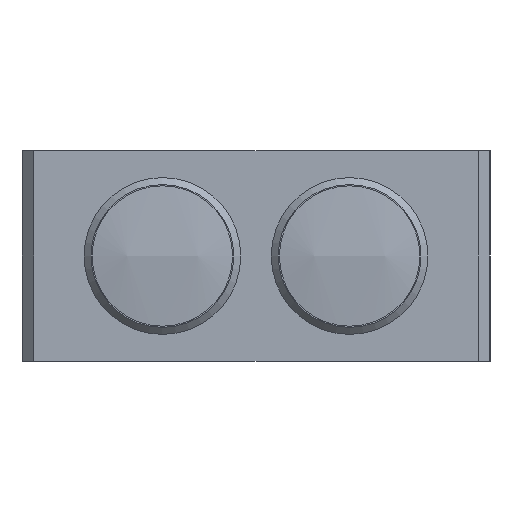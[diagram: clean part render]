
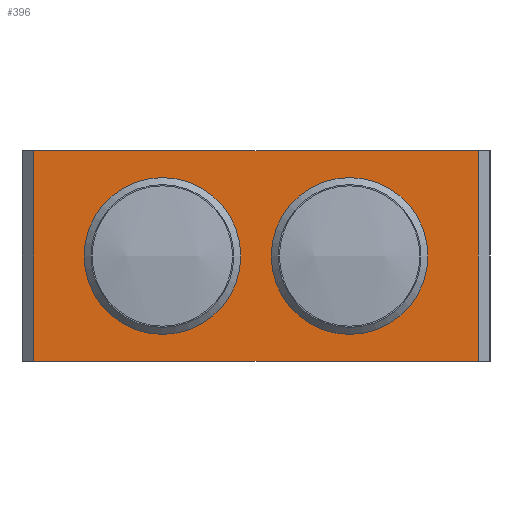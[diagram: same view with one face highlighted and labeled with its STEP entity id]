
A CAD part, left-side view. The second image highlights one B-rep face of the part: STEP entity #396.
In plain terms, the highlighted planar face has unit normal (-1, 0, 0).
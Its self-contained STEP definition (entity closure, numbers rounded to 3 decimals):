
#31=FACE_BOUND('',#105,.T.);
#32=FACE_BOUND('',#106,.T.);
#41=CIRCLE('',#432,3.35);
#45=CIRCLE('',#439,3.35);
#76=FACE_OUTER_BOUND('',#104,.T.);
#104=EDGE_LOOP('',(#337,#338,#339,#340));
#105=EDGE_LOOP('',(#341));
#106=EDGE_LOOP('',(#342));
#114=LINE('',#585,#146);
#123=LINE('',#602,#155);
#134=LINE('',#628,#166);
#143=LINE('',#684,#175);
#146=VECTOR('',#466,10.);
#155=VECTOR('',#477,10.);
#166=VECTOR('',#502,10.);
#175=VECTOR('',#573,10.);
#178=VERTEX_POINT('',#582);
#179=VERTEX_POINT('',#584);
#186=VERTEX_POINT('',#600);
#194=VERTEX_POINT('',#626);
#197=VERTEX_POINT('',#636);
#201=VERTEX_POINT('',#649);
#212=EDGE_CURVE('',#178,#179,#114,.T.);
#221=EDGE_CURVE('',#186,#178,#123,.T.);
#234=EDGE_CURVE('',#194,#186,#134,.T.);
#239=EDGE_CURVE('',#197,#197,#41,.T.);
#245=EDGE_CURVE('',#201,#201,#45,.T.);
#259=EDGE_CURVE('',#179,#194,#143,.T.);
#337=ORIENTED_EDGE('',*,*,#212,.F.);
#338=ORIENTED_EDGE('',*,*,#221,.F.);
#339=ORIENTED_EDGE('',*,*,#234,.F.);
#340=ORIENTED_EDGE('',*,*,#259,.F.);
#341=ORIENTED_EDGE('',*,*,#239,.T.);
#342=ORIENTED_EDGE('',*,*,#245,.T.);
#372=PLANE('',#458);
#396=ADVANCED_FACE('',(#76,#31,#32),#372,.T.);
#432=AXIS2_PLACEMENT_3D('',#638,#513,#514);
#439=AXIS2_PLACEMENT_3D('',#651,#529,#530);
#458=AXIS2_PLACEMENT_3D('',#683,#571,#572);
#466=DIRECTION('',(0.,0.,1.));
#477=DIRECTION('',(0.,1.,0.));
#502=DIRECTION('',(0.,0.,-1.));
#513=DIRECTION('center_axis',(1.,0.,0.));
#514=DIRECTION('ref_axis',(0.,0.,-1.));
#529=DIRECTION('center_axis',(1.,0.,0.));
#530=DIRECTION('ref_axis',(0.,0.,-1.));
#571=DIRECTION('center_axis',(-1.,0.,0.));
#572=DIRECTION('ref_axis',(0.,-1.,0.));
#573=DIRECTION('',(0.,-1.,0.));
#582=CARTESIAN_POINT('',(-15.,9.5,-4.5));
#584=CARTESIAN_POINT('',(-15.,9.5,4.5));
#585=CARTESIAN_POINT('',(-15.,9.5,0.));
#600=CARTESIAN_POINT('',(-15.,-9.5,-4.5));
#602=CARTESIAN_POINT('',(-15.,-10.,-4.5));
#626=CARTESIAN_POINT('',(-15.,-9.5,4.5));
#628=CARTESIAN_POINT('',(-15.,-9.5,0.));
#636=CARTESIAN_POINT('',(-15.,4.,3.35));
#638=CARTESIAN_POINT('Origin',(-15.,4.,0.));
#649=CARTESIAN_POINT('',(-15.,-4.,3.35));
#651=CARTESIAN_POINT('Origin',(-15.,-4.,0.));
#683=CARTESIAN_POINT('Origin',(-15.,10.,0.));
#684=CARTESIAN_POINT('',(-15.,-10.,4.5));
